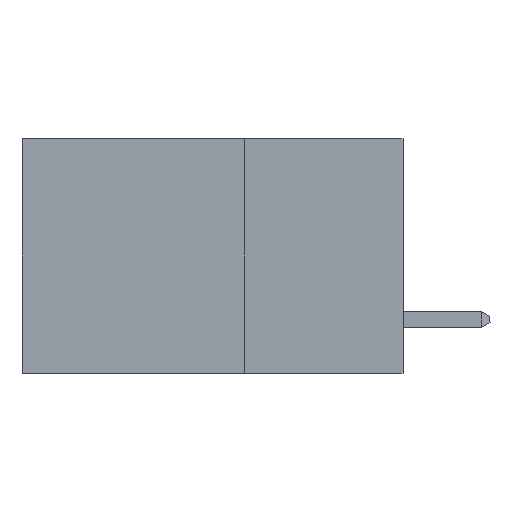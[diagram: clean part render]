
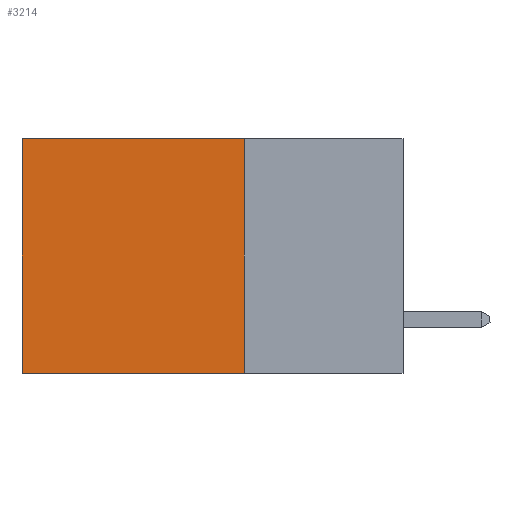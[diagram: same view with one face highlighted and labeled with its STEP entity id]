
A CAD part, left-side view. The second image highlights one B-rep face of the part: STEP entity #3214.
In plain terms, the highlighted planar face has unit normal (-1, 0, 0).
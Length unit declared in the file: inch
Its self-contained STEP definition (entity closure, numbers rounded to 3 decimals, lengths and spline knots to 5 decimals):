
#357 = CARTESIAN_POINT ( 'NONE',  ( 0.2875, 0.25, -0.37 ) ) ;
#492 = FACE_OUTER_BOUND ( 'NONE', #21883, .T. ) ;
#1730 = EDGE_CURVE ( 'NONE', #14429, #19293, #22692, .T. ) ;
#1892 = EDGE_CURVE ( 'NONE', #9095, #14429, #17558, .T. ) ;
#3031 = CARTESIAN_POINT ( 'NONE',  ( 0.2875, 0.6, -0.37 ) ) ;
#3214 = ADVANCED_FACE ( 'NONE', ( #492 ), #26561, .F. ) ;
#3867 = VECTOR ( 'NONE', #22342, 39.37008 ) ;
#4890 = LINE ( 'NONE', #29538, #23685 ) ;
#9095 = VERTEX_POINT ( 'NONE', #18499 ) ;
#9432 = CARTESIAN_POINT ( 'NONE',  ( 0.2875, 0.25, 0. ) ) ;
#10070 = CARTESIAN_POINT ( 'NONE',  ( 0.2875, 0.25, 0. ) ) ;
#10117 = DIRECTION ( 'NONE',  ( 0., 1., 0. ) ) ;
#11284 = VECTOR ( 'NONE', #20632, 39.37008 ) ;
#11521 = CARTESIAN_POINT ( 'NONE',  ( 0.2875, 0.25, -0.37 ) ) ;
#12488 = ORIENTED_EDGE ( 'NONE', *, *, #1892, .F. ) ;
#12629 = VECTOR ( 'NONE', #10117, 39.37008 ) ;
#14272 = ORIENTED_EDGE ( 'NONE', *, *, #23291, .T. ) ;
#14429 = VERTEX_POINT ( 'NONE', #357 ) ;
#14868 = CARTESIAN_POINT ( 'NONE',  ( 0.2875, 0.25, 0. ) ) ;
#15624 = DIRECTION ( 'NONE',  ( 0., 0., -1. ) ) ;
#17558 = LINE ( 'NONE', #9432, #11284 ) ;
#18499 = CARTESIAN_POINT ( 'NONE',  ( 0.2875, 0.25, 0. ) ) ;
#18894 = LINE ( 'NONE', #14868, #12629 ) ;
#19293 = VERTEX_POINT ( 'NONE', #3031 ) ;
#19865 = DIRECTION ( 'NONE',  ( 1., 0., 0. ) ) ;
#20632 = DIRECTION ( 'NONE',  ( 0., 0., -1. ) ) ;
#21417 = ORIENTED_EDGE ( 'NONE', *, *, #27144, .T. ) ;
#21883 = EDGE_LOOP ( 'NONE', ( #21417, #23910, #12488, #14272 ) ) ;
#22342 = DIRECTION ( 'NONE',  ( 0., 1., 0. ) ) ;
#22692 = LINE ( 'NONE', #11521, #3867 ) ;
#23291 = EDGE_CURVE ( 'NONE', #9095, #25867, #18894, .T. ) ;
#23685 = VECTOR ( 'NONE', #15624, 39.37008 ) ;
#23805 = DIRECTION ( 'NONE',  ( 0., 0., -1. ) ) ;
#23910 = ORIENTED_EDGE ( 'NONE', *, *, #1730, .F. ) ;
#25135 = CARTESIAN_POINT ( 'NONE',  ( 0.2875, 0.6, 0. ) ) ;
#25867 = VERTEX_POINT ( 'NONE', #25135 ) ;
#26561 = PLANE ( 'NONE',  #29604 ) ;
#27144 = EDGE_CURVE ( 'NONE', #25867, #19293, #4890, .T. ) ;
#29538 = CARTESIAN_POINT ( 'NONE',  ( 0.2875, 0.6, 0. ) ) ;
#29604 = AXIS2_PLACEMENT_3D ( 'NONE', #10070, #19865, #23805 ) ;
